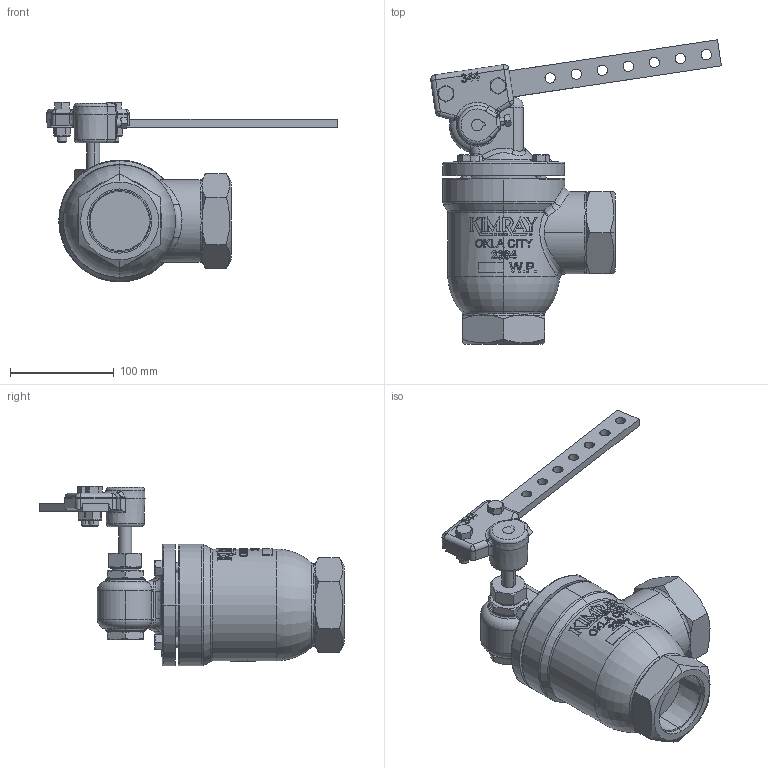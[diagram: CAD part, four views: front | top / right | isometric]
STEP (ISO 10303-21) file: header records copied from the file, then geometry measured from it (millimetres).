
FILE_DESCRIPTION (( 'STEP AP203' ), '1' );
FILE_NAME ('2 INCH 212 SOA (CAA).STEP', '2014-01-23T15:39:56', ( 'PCTech' ), ( 'Microsoft' ), 'SwSTEP 2.0', 'SolidWorks 2013', '' );
FILE_SCHEMA (( 'CONFIG_CONTROL_DESIGN' ));
Length unit declared in the file: inch
Products named in the file (1): 2 INCH 212 SOA (CAA)
Bounding box: 280.43 x 293.59 x 173.47 mm (x, y, z)
Volume: 1426696 mm3; surface area: 201906.5 mm2
Topology: 1 solids, 1 shells, 1493 faces, 3868 edges, 2442 vertices
Faces by surface type: plane 597, bspline 504, cone 163, cylinder 158, torus 61, sphere 10
Entity records: 85215 total; most frequent: CARTESIAN_POINT 52811, ORIENTED_EDGE 7656, DIRECTION 5081, EDGE_CURVE 3828, VERTEX_POINT 2442, AXIS2_PLACEMENT_3D 1724, LINE 1633, VECTOR 1633
